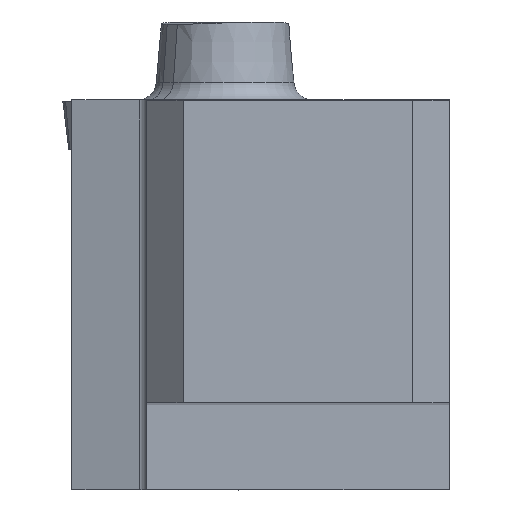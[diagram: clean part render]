
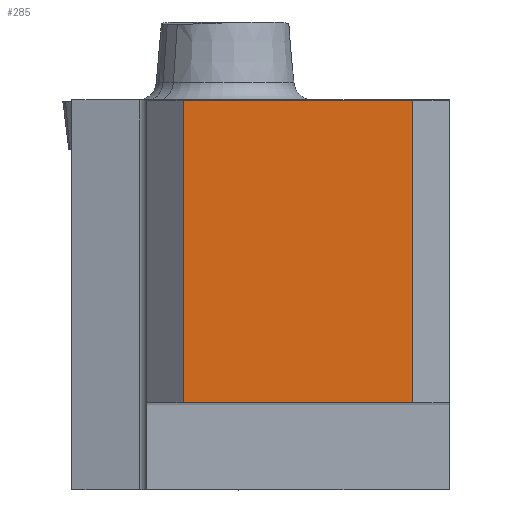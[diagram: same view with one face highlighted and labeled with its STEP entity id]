
A CAD part, top view. The second image highlights one B-rep face of the part: STEP entity #285.
In plain terms, the highlighted planar face has unit normal (0, 0, 1).
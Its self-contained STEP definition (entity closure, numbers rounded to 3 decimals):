
#285=ADVANCED_FACE('CU_BACK_SU1',(#447),#388,.F.);
#388=PLANE('',#2067);
#447=FACE_OUTER_BOUND('',#536,.T.);
#536=EDGE_LOOP('',(#855,#856,#857,#858));
#855=ORIENTED_EDGE('',*,*,#1529,.F.);
#856=ORIENTED_EDGE('',*,*,#1527,.T.);
#857=ORIENTED_EDGE('',*,*,#1530,.T.);
#858=ORIENTED_EDGE('',*,*,#1531,.F.);
#1328=VERTEX_POINT('',#3047);
#1329=VERTEX_POINT('',#3049);
#1330=VERTEX_POINT('',#3053);
#1331=VERTEX_POINT('',#3055);
#1527=EDGE_CURVE('',#1329,#1328,#1757,.T.);
#1529=EDGE_CURVE('',#1329,#1330,#1759,.T.);
#1530=EDGE_CURVE('',#1328,#1331,#1760,.T.);
#1531=EDGE_CURVE('',#1330,#1331,#1761,.T.);
#1757=LINE('',#3048,#1887);
#1759=LINE('',#3052,#1889);
#1760=LINE('',#3054,#1890);
#1761=LINE('',#3056,#1891);
#1887=VECTOR('',#2368,1.);
#1889=VECTOR('',#2372,1.);
#1890=VECTOR('',#2373,1.);
#1891=VECTOR('',#2374,1.);
#2067=AXIS2_PLACEMENT_3D('',#3057,#2375,#2376);
#2368=DIRECTION('',(1.,0.,0.));
#2372=DIRECTION('',(0.,1.,0.));
#2373=DIRECTION('',(0.,1.,0.));
#2374=DIRECTION('',(1.,0.,0.));
#2375=DIRECTION('',(0.,0.,-1.));
#2376=DIRECTION('',(-1.,0.,0.));
#3047=CARTESIAN_POINT('',(-3.,0.,0.));
#3048=CARTESIAN_POINT('',(-110.,0.,0.));
#3049=CARTESIAN_POINT('',(-21.925,0.,0.));
#3052=CARTESIAN_POINT('',(-21.925,0.,0.));
#3053=CARTESIAN_POINT('',(-21.925,24.925,0.));
#3054=CARTESIAN_POINT('',(-3.,0.,0.));
#3055=CARTESIAN_POINT('',(-3.,24.925,0.));
#3056=CARTESIAN_POINT('',(-110.,24.925,0.));
#3057=CARTESIAN_POINT('',(16.756,44.925,0.));
